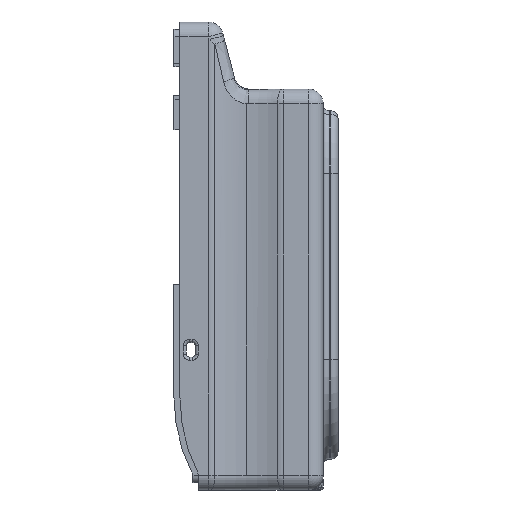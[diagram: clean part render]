
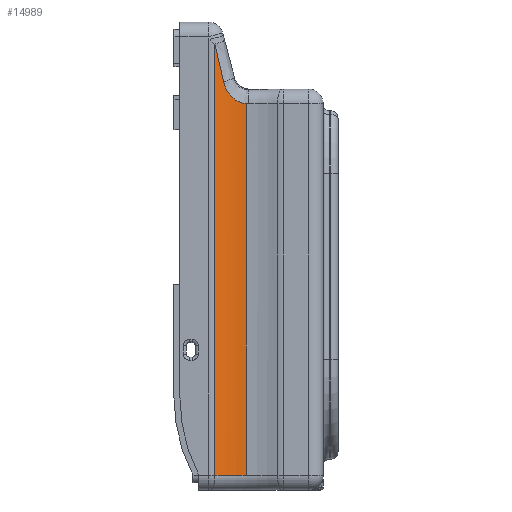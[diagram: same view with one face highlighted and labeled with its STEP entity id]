
A CAD part, left-side view. The second image highlights one B-rep face of the part: STEP entity #14989.
In plain terms, the highlighted cylindrical face has radius 16.591 mm (diameter 33.183 mm), a partial arc.
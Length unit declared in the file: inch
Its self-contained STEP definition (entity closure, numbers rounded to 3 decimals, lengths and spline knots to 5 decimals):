
#1414 =( BOUNDED_CURVE ( )  B_SPLINE_CURVE ( 3, ( #11519, #2042, #9822, #7574 ),
 .UNSPECIFIED., .F., .F. ) 
 B_SPLINE_CURVE_WITH_KNOTS ( ( 4, 4 ),
 ( 4.94734, 5.03944 ),
 .UNSPECIFIED. ) 
 CURVE ( )  GEOMETRIC_REPRESENTATION_ITEM ( )  RATIONAL_B_SPLINE_CURVE ( ( 1., 0.999, 0.999, 1. ) ) 
 REPRESENTATION_ITEM ( '' )  );
#1955 = CARTESIAN_POINT ( 'NONE',  ( -0.81098, -0.24312, 2.47484 ) ) ;
#2042 = CARTESIAN_POINT ( 'NONE',  ( -0.83262, -0.10843, 2.7001 ) ) ;
#2187 = DIRECTION ( 'NONE',  ( 0., 0., 1. ) ) ;
#3684 = CARTESIAN_POINT ( 'NONE',  ( -0.81, -0.28, 2.46656 ) ) ;
#3933 = CARTESIAN_POINT ( 'NONE',  ( -0.82267, -0.15191, 2.55341 ) ) ;
#4021 = CARTESIAN_POINT ( 'NONE',  ( -0.8156, -0.19432, 2.5031 ) ) ;
#4091 = EDGE_CURVE ( 'NONE', #19518, #15325, #20731, .T. ) ;
#4181 = CARTESIAN_POINT ( 'NONE',  ( -0.81295, -0.21743, 2.48693 ) ) ;
#4537 = LINE ( 'NONE', #6123, #14798 ) ;
#4785 = CARTESIAN_POINT ( 'NONE',  ( -0.81, -0.28, -0.026 ) ) ;
#4936 = ORIENTED_EDGE ( 'NONE', *, *, #6873, .T. ) ;
#5329 = CYLINDRICAL_SURFACE ( 'NONE', #10016, 0.6532 ) ;
#5616 = ORIENTED_EDGE ( 'NONE', *, *, #4091, .T. ) ;
#5805 = CARTESIAN_POINT ( 'NONE',  ( -0.81863, -0.17396, 2.52288 ) ) ;
#5885 = CARTESIAN_POINT ( 'NONE',  ( -0.81377, -0.20947, 2.49188 ) ) ;
#6123 = CARTESIAN_POINT ( 'NONE',  ( -0.81, -0.28, -0.126 ) ) ;
#6873 = EDGE_CURVE ( 'NONE', #15799, #15000, #1414, .T. ) ;
#7574 = CARTESIAN_POINT ( 'NONE',  ( -0.84462, -0.07016, 2.86749 ) ) ;
#7862 = CARTESIAN_POINT ( 'NONE',  ( -0.82167, -0.15693, 2.5453 ) ) ;
#7957 = CARTESIAN_POINT ( 'NONE',  ( -0.81966, -0.16794, 2.53006 ) ) ;
#9807 = CARTESIAN_POINT ( 'NONE',  ( -0.82541, -0.13867, 2.57849 ) ) ;
#9822 = CARTESIAN_POINT ( 'NONE',  ( -0.83818, -0.08915, 2.7844 ) ) ;
#10016 = AXIS2_PLACEMENT_3D ( 'NONE', #10542, #24219, #16586 ) ;
#10542 = CARTESIAN_POINT ( 'NONE',  ( -1.4632, -0.28, -0.126 ) ) ;
#10781 = VERTEX_POINT ( 'NONE', #3684 ) ;
#11034 = EDGE_LOOP ( 'NONE', ( #5616, #21987, #20681, #4936, #19571 ) ) ;
#11046 = CARTESIAN_POINT ( 'NONE',  ( -0.84462, -0.07016, -0.126 ) ) ;
#11519 = CARTESIAN_POINT ( 'NONE',  ( -0.82795, -0.12794, 2.61476 ) ) ;
#12376 = VECTOR ( 'NONE', #15201, 39.37008 ) ;
#12446 = CARTESIAN_POINT ( 'NONE',  ( -0.84462, -0.07016, 2.86749 ) ) ;
#13888 = CARTESIAN_POINT ( 'NONE',  ( -0.84462, -0.07016, -0.026 ) ) ;
#14538 = AXIS2_PLACEMENT_3D ( 'NONE', #22387, #16627, #22297 ) ;
#14798 = VECTOR ( 'NONE', #2187, 39.37008 ) ;
#14989 = ADVANCED_FACE ( 'NONE', ( #19135 ), #5329, .F. ) ;
#14999 = CARTESIAN_POINT ( 'NONE',  ( -0.8102, -0.26133, 2.4694 ) ) ;
#15000 = VERTEX_POINT ( 'NONE', #12446 ) ;
#15201 = DIRECTION ( 'NONE',  ( 0., 0., 1. ) ) ;
#15245 = CARTESIAN_POINT ( 'NONE',  ( -0.81, -0.27059, 2.46755 ) ) ;
#15325 = VERTEX_POINT ( 'NONE', #4785 ) ;
#15799 = VERTEX_POINT ( 'NONE', #20541 ) ;
#16586 = DIRECTION ( 'NONE',  ( 1., 0., 0. ) ) ;
#16627 = DIRECTION ( 'NONE',  ( 0., 0., -1. ) ) ;
#16629 = EDGE_CURVE ( 'NONE', #19518, #15000, #18127, .T. ) ;
#17054 = CARTESIAN_POINT ( 'NONE',  ( -0.81, -0.28, 2.46656 ) ) ;
#17379 = CARTESIAN_POINT ( 'NONE',  ( -0.82795, -0.12794, 2.61476 ) ) ;
#17469 = CARTESIAN_POINT ( 'NONE',  ( -0.82693, -0.13219, 2.59617 ) ) ;
#17648 = EDGE_CURVE ( 'NONE', #10781, #15799, #23676, .T. ) ;
#18127 = LINE ( 'NONE', #11046, #12376 ) ;
#19135 = FACE_OUTER_BOUND ( 'NONE', #11034, .T. ) ;
#19207 = CARTESIAN_POINT ( 'NONE',  ( -0.81155, -0.23421, 2.47842 ) ) ;
#19367 = CARTESIAN_POINT ( 'NONE',  ( -0.8166, -0.18712, 2.50942 ) ) ;
#19518 = VERTEX_POINT ( 'NONE', #13888 ) ;
#19571 = ORIENTED_EDGE ( 'NONE', *, *, #16629, .F. ) ;
#20541 = CARTESIAN_POINT ( 'NONE',  ( -0.82795, -0.12794, 2.61476 ) ) ;
#20681 = ORIENTED_EDGE ( 'NONE', *, *, #17648, .T. ) ;
#20731 = CIRCLE ( 'NONE', #14538, 0.6532 ) ;
#21987 = ORIENTED_EDGE ( 'NONE', *, *, #22039, .T. ) ;
#22039 = EDGE_CURVE ( 'NONE', #15325, #10781, #4537, .T. ) ;
#22297 = DIRECTION ( 'NONE',  ( 0., 1., 0. ) ) ;
#22387 = CARTESIAN_POINT ( 'NONE',  ( -1.4632, -0.28, -0.026 ) ) ;
#23676 = B_SPLINE_CURVE_WITH_KNOTS ( 'NONE', 3,
 ( #17054, #15245, #14999, #1955, #19207, #4181, #5885, #4021, #19367, #5805, #7957, #7862, #3933, #9807, #17469, #17379 ),
 .UNSPECIFIED., .F., .F.,
 ( 4, 2, 2, 2, 2, 2, 2, 4 ),
 ( 0.0004, 0.00111, 0.00183, 0.00255, 0.00327, 0.00399, 0.00471, 0.00615 ),
 .UNSPECIFIED. ) ;
#24219 = DIRECTION ( 'NONE',  ( 0., 0., 1. ) ) ;
